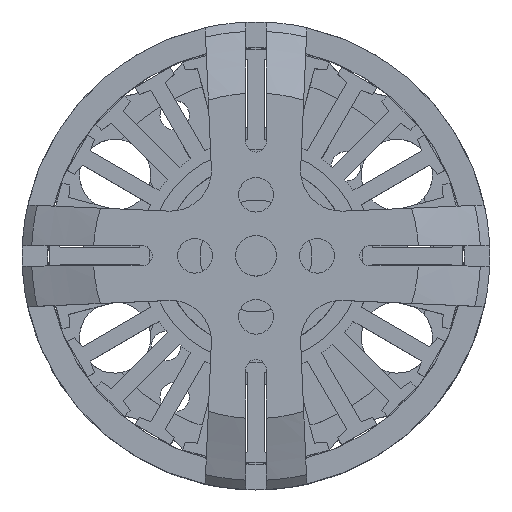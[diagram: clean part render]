
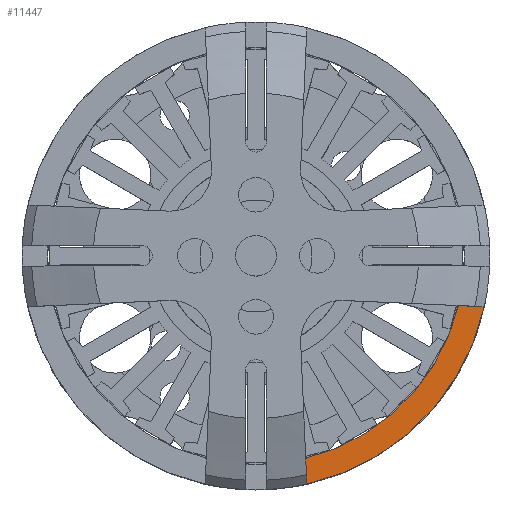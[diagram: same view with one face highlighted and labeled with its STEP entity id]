
A CAD part, top view. The second image highlights one B-rep face of the part: STEP entity #11447.
In plain terms, the highlighted planar face has unit normal (0, 0, 1).
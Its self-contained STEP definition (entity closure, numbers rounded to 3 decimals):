
#10308 = VERTEX_POINT('',#10309);
#10309 = CARTESIAN_POINT('',(22.45,-5.,12.));
#10315 = EDGE_CURVE('',#10308,#10316,#10318,.T.);
#10316 = VERTEX_POINT('',#10317);
#10317 = CARTESIAN_POINT('',(19.908,-4.889,12.));
#10318 = LINE('',#10319,#10320);
#10319 = CARTESIAN_POINT('',(22.45,-5.,12.));
#10320 = VECTOR('',#10321,1.);
#10321 = DIRECTION('',(-0.999,0.044,
    0.));
#11411 = VERTEX_POINT('',#11412);
#11412 = CARTESIAN_POINT('',(5.,-22.45,12.));
#11418 = EDGE_CURVE('',#11411,#10308,#11419,.T.);
#11419 = CIRCLE('',#11420,23.);
#11420 = AXIS2_PLACEMENT_3D('',#11421,#11422,#11423);
#11421 = CARTESIAN_POINT('',(0.,0.,12.));
#11422 = DIRECTION('',(-0.,0.,1.));
#11423 = DIRECTION('',(1.,0.,0.));
#11447 = ADVANCED_FACE('',(#11448),#11467,.T.);
#11448 = FACE_BOUND('',#11449,.T.);
#11449 = EDGE_LOOP('',(#11450,#11458,#11459,#11460));
#11450 = ORIENTED_EDGE('',*,*,#11451,.T.);
#11451 = EDGE_CURVE('',#11452,#11411,#11454,.T.);
#11452 = VERTEX_POINT('',#11453);
#11453 = CARTESIAN_POINT('',(4.889,-19.908,12.));
#11454 = LINE('',#11455,#11456);
#11455 = CARTESIAN_POINT('',(4.203,-4.203,12.));
#11456 = VECTOR('',#11457,1.);
#11457 = DIRECTION('',(0.044,-0.999,
    0.));
#11458 = ORIENTED_EDGE('',*,*,#11418,.T.);
#11459 = ORIENTED_EDGE('',*,*,#10315,.T.);
#11460 = ORIENTED_EDGE('',*,*,#11461,.T.);
#11461 = EDGE_CURVE('',#10316,#11452,#11462,.T.);
#11462 = CIRCLE('',#11463,20.5);
#11463 = AXIS2_PLACEMENT_3D('',#11464,#11465,#11466);
#11464 = CARTESIAN_POINT('',(0.,0.,12.));
#11465 = DIRECTION('',(0.,0.,-1.));
#11466 = DIRECTION('',(1.,0.,0.));
#11467 = PLANE('',#11468);
#11468 = AXIS2_PLACEMENT_3D('',#11469,#11470,#11471);
#11469 = CARTESIAN_POINT('',(11.827,-11.827,12.));
#11470 = DIRECTION('',(0.,0.,1.));
#11471 = DIRECTION('',(0.,1.,0.));
